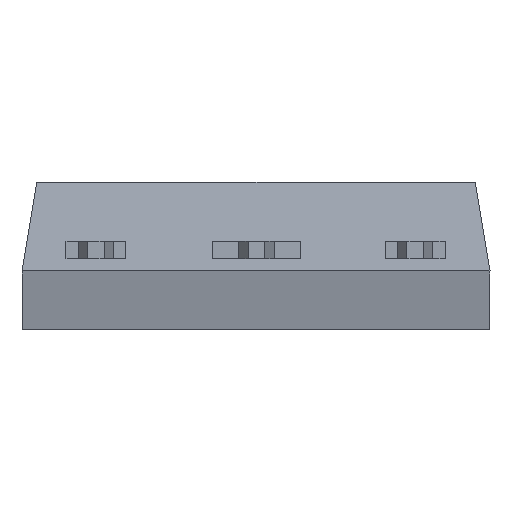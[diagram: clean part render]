
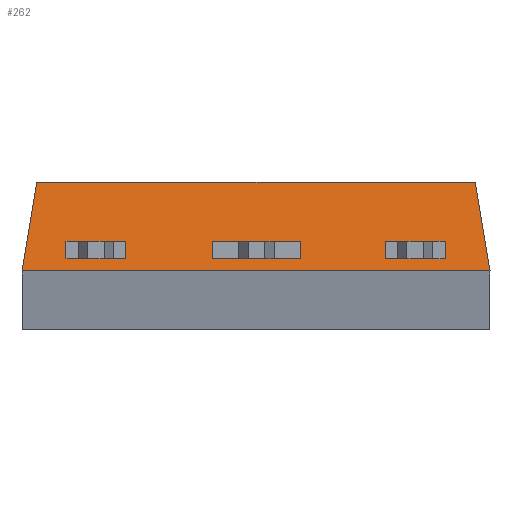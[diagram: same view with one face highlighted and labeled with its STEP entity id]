
A CAD part, front view. The second image highlights one B-rep face of the part: STEP entity #262.
In plain terms, the highlighted planar face has unit normal (0, -0.987, 0.163).
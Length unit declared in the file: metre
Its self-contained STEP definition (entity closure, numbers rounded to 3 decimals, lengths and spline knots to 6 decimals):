
#262=ADVANCED_FACE('0:2911',(#423,#424,#425,#426),#427,.T.);
#423=FACE_BOUND('',#683,.T.);
#424=FACE_BOUND('',#684,.T.);
#425=FACE_BOUND('',#685,.T.);
#426=FACE_OUTER_BOUND('',#686,.T.);
#427=PLANE('',#687);
#683=EDGE_LOOP('',(#1147,#1148,#1149,#1150));
#684=EDGE_LOOP('',(#1151,#1152,#1153,#1154));
#685=EDGE_LOOP('',(#1155,#1156,#1157,#1158));
#686=EDGE_LOOP('',(#1159,#1160,#1161,#1162));
#687=AXIS2_PLACEMENT_3D('',#1163,#1164,#1165);
#1147=ORIENTED_EDGE('',*,*,#1896,.T.);
#1148=ORIENTED_EDGE('',*,*,#1897,.T.);
#1149=ORIENTED_EDGE('',*,*,#1898,.T.);
#1150=ORIENTED_EDGE('',*,*,#1899,.T.);
#1151=ORIENTED_EDGE('',*,*,#1869,.T.);
#1152=ORIENTED_EDGE('',*,*,#1865,.T.);
#1153=ORIENTED_EDGE('',*,*,#1862,.T.);
#1154=ORIENTED_EDGE('',*,*,#1867,.T.);
#1155=ORIENTED_EDGE('',*,*,#1900,.T.);
#1156=ORIENTED_EDGE('',*,*,#1901,.T.);
#1157=ORIENTED_EDGE('',*,*,#1902,.T.);
#1158=ORIENTED_EDGE('',*,*,#1903,.T.);
#1159=ORIENTED_EDGE('',*,*,#1904,.T.);
#1160=ORIENTED_EDGE('',*,*,#1885,.T.);
#1161=ORIENTED_EDGE('',*,*,#1894,.F.);
#1162=ORIENTED_EDGE('',*,*,#1905,.F.);
#1163=CARTESIAN_POINT('',(-0.000171,0.191424,-0.03192));
#1164=DIRECTION('',(0.,-0.987,0.163));
#1165=DIRECTION('',(-1.0,0.,0.0));
#1862=EDGE_CURVE('0:2284',#2211,#2212,#2213,.T.);
#1865=EDGE_CURVE('0:2281',#2216,#2211,#2217,.T.);
#1867=EDGE_CURVE('0:2278',#2212,#2219,#2220,.T.);
#1869=EDGE_CURVE('0:2275',#2219,#2216,#2222,.T.);
#1885=EDGE_CURVE('0:153',#2232,#2244,#2246,.T.);
#1894=EDGE_CURVE('0:177',#2259,#2244,#2260,.T.);
#1896=EDGE_CURVE('0:2984',#2262,#2263,#2264,.T.);
#1897=EDGE_CURVE('0:2990',#2263,#2265,#2266,.T.);
#1898=EDGE_CURVE('0:2993',#2265,#2267,#2268,.T.);
#1899=EDGE_CURVE('0:2987',#2267,#2262,#2269,.T.);
#1900=EDGE_CURVE('0:1567',#2270,#2271,#2272,.T.);
#1901=EDGE_CURVE('0:1573',#2271,#2273,#2274,.T.);
#1902=EDGE_CURVE('0:1576',#2273,#2275,#2276,.T.);
#1903=EDGE_CURVE('0:1570',#2275,#2270,#2277,.T.);
#1904=EDGE_CURVE('0:183',#2278,#2232,#2279,.T.);
#1905=EDGE_CURVE('0:186',#2278,#2259,#2280,.T.);
#2211=VERTEX_POINT('',#2747);
#2212=VERTEX_POINT('',#2748);
#2213=LINE('',#2749,#2750);
#2216=VERTEX_POINT('',#2755);
#2217=LINE('',#2756,#2757);
#2219=VERTEX_POINT('',#2760);
#2220=LINE('',#2761,#2762);
#2222=LINE('',#2765,#2766);
#2232=VERTEX_POINT('NONE',#2776);
#2244=VERTEX_POINT('NONE',#2792);
#2246=LINE('',#2795,#2796);
#2259=VERTEX_POINT('NONE',#2815);
#2260=LINE('',#2816,#2817);
#2262=VERTEX_POINT('',#2820);
#2263=VERTEX_POINT('',#2821);
#2264=LINE('',#2822,#2823);
#2265=VERTEX_POINT('',#2824);
#2266=LINE('',#2825,#2826);
#2267=VERTEX_POINT('',#2827);
#2268=LINE('',#2828,#2829);
#2269=LINE('',#2830,#2831);
#2270=VERTEX_POINT('',#2832);
#2271=VERTEX_POINT('',#2833);
#2272=LINE('',#2834,#2835);
#2273=VERTEX_POINT('',#2836);
#2274=LINE('',#2837,#2838);
#2275=VERTEX_POINT('',#2839);
#2276=LINE('',#2840,#2841);
#2277=LINE('',#2842,#2843);
#2278=VERTEX_POINT('NONE',#2844);
#2279=LINE('',#2845,#2846);
#2280=LINE('',#2847,#2848);
#2747=CARTESIAN_POINT('',(0.022093,0.196875,0.00101));
#2748=CARTESIAN_POINT('',(0.022093,0.196776,0.00041));
#2749=CARTESIAN_POINT('',(0.022093,0.194093,-0.015796));
#2750=VECTOR('',#3391,1.0);
#2755=CARTESIAN_POINT('',(0.019093,0.196875,0.00101));
#2756=CARTESIAN_POINT('',(-0.000086,0.196875,0.00101));
#2757=VECTOR('',#3394,1.0);
#2760=CARTESIAN_POINT('',(0.019093,0.196776,0.00041));
#2761=CARTESIAN_POINT('',(-0.000086,0.196776,0.00041));
#2762=VECTOR('',#3396,1.0);
#2765=CARTESIAN_POINT('',(0.019093,0.194148,-0.015463));
#2766=VECTOR('',#3398,1.0);
#2776=CARTESIAN_POINT('',(0.028046,0.197208,0.00302));
#2792=CARTESIAN_POINT('',(0.013106,0.197208,0.00302));
#2795=CARTESIAN_POINT('',(0.028046,0.197208,0.00302));
#2796=VECTOR('',#3434,1.0);
#2815=CARTESIAN_POINT('',(0.012606,0.196708,0.));
#2816=CARTESIAN_POINT('',(0.012606,0.196708,0.0));
#2817=VECTOR('',#3447,1.0);
#2820=CARTESIAN_POINT('',(0.016137,0.196875,0.00101));
#2821=CARTESIAN_POINT('',(0.016137,0.196776,0.00041));
#2822=CARTESIAN_POINT('',(0.016137,0.194093,-0.015796));
#2823=VECTOR('',#3449,1.0);
#2824=CARTESIAN_POINT('',(0.014104,0.196776,0.00041));
#2825=CARTESIAN_POINT('',(-0.000086,0.196776,0.00041));
#2826=VECTOR('',#3450,1.0);
#2827=CARTESIAN_POINT('',(0.014104,0.196875,0.00101));
#2828=CARTESIAN_POINT('',(0.014104,0.194149,-0.015456));
#2829=VECTOR('',#3451,1.0);
#2830=CARTESIAN_POINT('',(-0.000086,0.196875,0.00101));
#2831=VECTOR('',#3452,1.0);
#2832=CARTESIAN_POINT('',(0.027017,0.196875,0.00101));
#2833=CARTESIAN_POINT('',(0.027017,0.196776,0.00041));
#2834=CARTESIAN_POINT('',(0.027017,0.194093,-0.015796));
#2835=VECTOR('',#3453,1.0);
#2836=CARTESIAN_POINT('',(0.024984,0.196776,0.00041));
#2837=CARTESIAN_POINT('',(0.005354,0.196776,0.00041));
#2838=VECTOR('',#3454,1.0);
#2839=CARTESIAN_POINT('',(0.024984,0.196875,0.00101));
#2840=CARTESIAN_POINT('',(0.024984,0.194149,-0.015456));
#2841=VECTOR('',#3455,1.0);
#2842=CARTESIAN_POINT('',(0.005354,0.196875,0.00101));
#2843=VECTOR('',#3456,1.0);
#2844=CARTESIAN_POINT('',(0.028546,0.196708,0.));
#2845=CARTESIAN_POINT('',(0.028546,0.196708,0.0));
#2846=VECTOR('',#3457,1.0);
#2847=CARTESIAN_POINT('',(0.028546,0.196708,0.));
#2848=VECTOR('',#3458,1.0);
#3391=DIRECTION('',(-0.0,-0.163,-0.987));
#3394=DIRECTION('',(1.0,0.,0.0));
#3396=DIRECTION('',(-1.0,0.,-0.0));
#3398=DIRECTION('',(0.,0.163,0.987));
#3434=DIRECTION('',(-1.0,0.0,0.));
#3447=DIRECTION('',(0.161,0.161,0.974));
#3449=DIRECTION('',(-0.0,-0.163,-0.987));
#3450=DIRECTION('',(-1.0,0.,0.0));
#3451=DIRECTION('',(0.0,0.163,0.987));
#3452=DIRECTION('',(1.0,0.,-0.0));
#3453=DIRECTION('',(-0.0,-0.163,-0.987));
#3454=DIRECTION('',(-1.0,0.,0.0));
#3455=DIRECTION('',(0.0,0.163,0.987));
#3456=DIRECTION('',(1.0,0.,-0.0));
#3457=DIRECTION('',(-0.161,0.161,0.974));
#3458=DIRECTION('',(-1.0,-0.0,0.));
